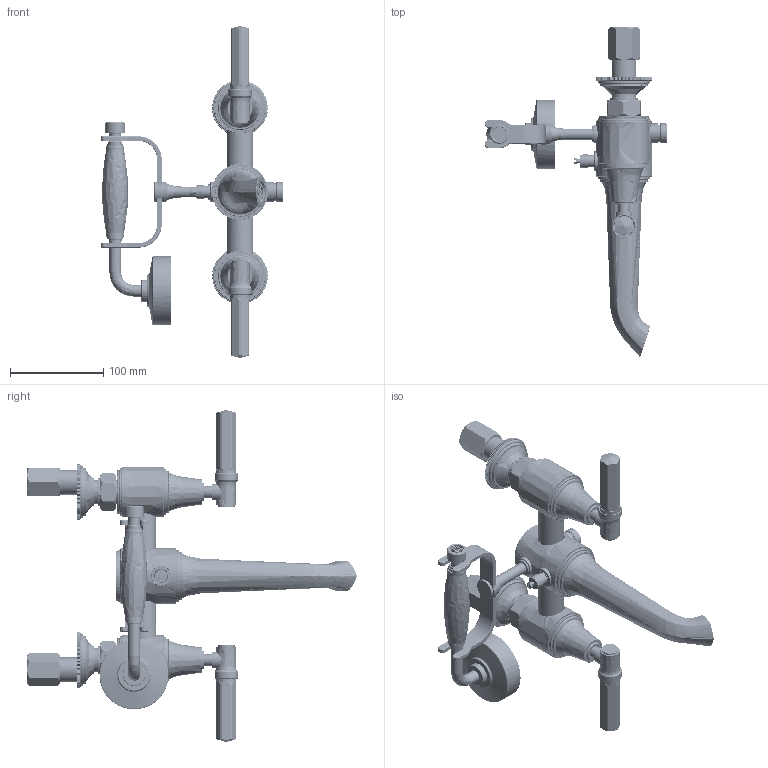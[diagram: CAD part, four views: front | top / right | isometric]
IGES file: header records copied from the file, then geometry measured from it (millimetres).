
Global section: file name: V6KA32L; native system: Autodesk Inventor 2018; preprocessor: unknown; author: adaniels; date: 20171023.142518; units: millimetre
Bounding box: 195.55 x 353.39 x 356.2 mm (x, y, z)
Volume: 910559.9 mm3; surface area: 376588.5 mm2
Topology: 91 solids, 97 shells, 5768 faces, 14692 edges, 9600 vertices
Faces by surface type: bspline 5768
